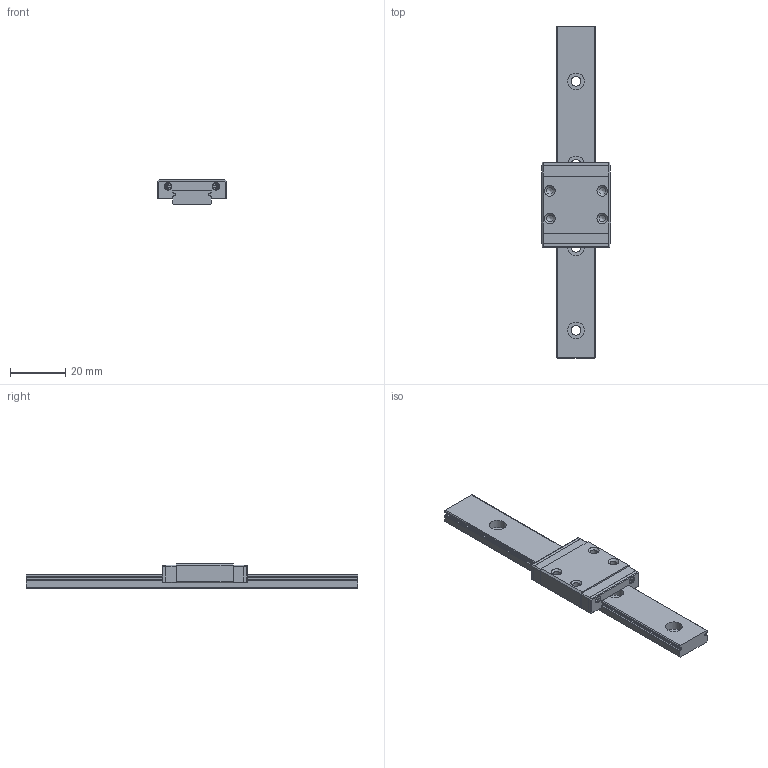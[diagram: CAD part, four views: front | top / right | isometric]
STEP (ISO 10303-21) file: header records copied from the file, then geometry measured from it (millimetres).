
FILE_DESCRIPTION(/* description */ (''),/* implementation_level */ '2;1');
FILE_NAME(/* name */ 'MSD7M.stp',/* time_stamp */ '2013-03-20T16:12:53+08:00',/* author */ (''),/* organization */ (''),/* preprocessor_version */ 'ST-DEVELOPER v11',/* originating_system */ 'UGS - NX 5.0',/* authorisation */ '');
FILE_SCHEMA (('CONFIG_CONTROL_DESIGN'));
Length unit declared in the file: millimetre
Products named in the file (1): model2
Bounding box: 25 x 120 x 9 mm (x, y, z)
Volume: 11688.5 mm3; surface area: 8224.6 mm2
Topology: 2 solids, 10 shells, 294 faces, 724 edges, 466 vertices
Faces by surface type: plane 155, cylinder 103, torus 24, cone 12
Full cylindrical faces by diameter (mm): 1.25 x2, 1.7 x2, 1.8 x2, 2.5 x8, 2.7 x4, 3.5 x4, 6 x4
Entity records: 8856 total; most frequent: CARTESIAN_POINT 2103, DIRECTION 1386, ORIENTED_EDGE 1300, EDGE_CURVE 650, AXIS2_PLACEMENT_3D 487, VERTEX_POINT 440, LINE 412, VECTOR 412
